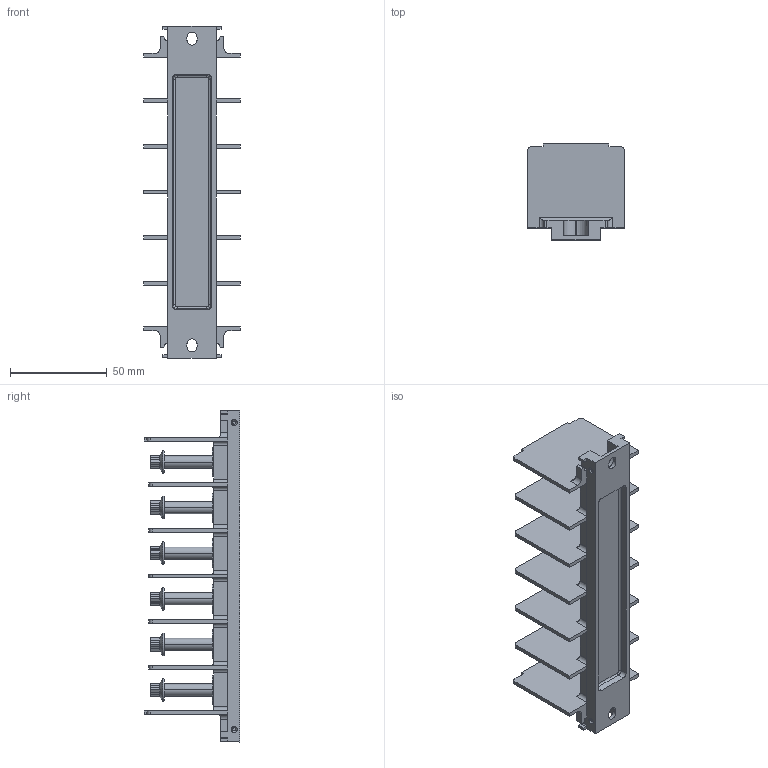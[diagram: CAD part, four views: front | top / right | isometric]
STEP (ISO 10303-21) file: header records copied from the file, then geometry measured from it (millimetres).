
FILE_DESCRIPTION((''),'2;1');
FILE_NAME('32406066002','2020-08-27T',('presta_be4'),(''),'CREO PARAMETRIC BY PTC INC, 2018360','CREO PARAMETRIC BY PTC INC, 2018360','');
FILE_SCHEMA(('CONFIG_CONTROL_DESIGN'));
Length unit declared in the file: millimetre
Products named in the file (1): 32406066002
Bounding box: 50 x 49.5 x 171.2 mm (x, y, z)
Volume: 73750.6 mm3; surface area: 48576 mm2
Topology: 1 solids, 1 shells, 569 faces, 1546 edges, 1006 vertices
Faces by surface type: plane 317, cylinder 164, cone 72, torus 12, bspline 4
Entity records: 19659 total; most frequent: CARTESIAN_POINT 5641, ORIENTED_EDGE 3084, DIRECTION 2701, EDGE_CURVE 1542, VERTEX_POINT 1006, AXIS2_PLACEMENT_3D 946, VECTOR 809, LINE 809
